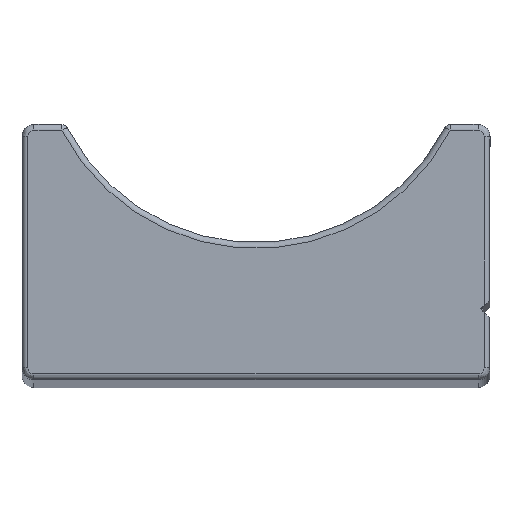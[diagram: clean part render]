
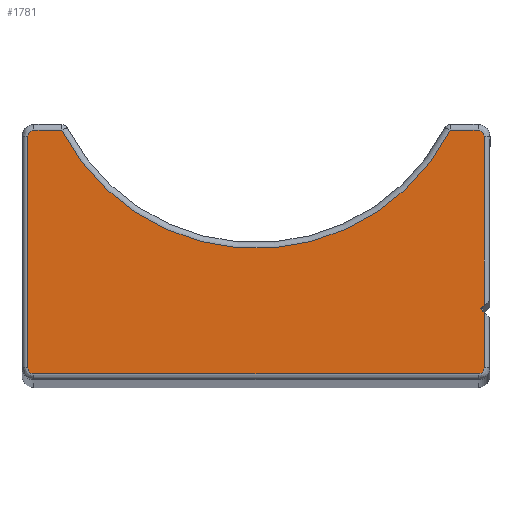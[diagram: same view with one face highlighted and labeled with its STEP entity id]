
A CAD part, top view. The second image highlights one B-rep face of the part: STEP entity #1781.
In plain terms, the highlighted planar face has unit normal (0, 0, 1).
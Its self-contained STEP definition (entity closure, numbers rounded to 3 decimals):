
#88=PLANE('',#1935);
#179=FACE_OUTER_BOUND('',#290,.T.);
#290=EDGE_LOOP('',(#1540,#1541,#1542,#1543,#1544,#1545,#1546,#1547,#1548,
#1549,#1550,#1551,#1552));
#355=CIRCLE('',#1932,0.25);
#358=CIRCLE('',#1936,9.25);
#359=CIRCLE('',#1937,0.25);
#360=CIRCLE('',#1938,0.25);
#361=CIRCLE('',#1939,0.25);
#529=LINE('',#5595,#620);
#546=LINE('',#16426,#637);
#561=LINE('',#16590,#652);
#562=LINE('',#16591,#653);
#563=LINE('',#16593,#654);
#564=LINE('',#16597,#655);
#565=LINE('',#16601,#656);
#566=LINE('',#16605,#657);
#620=VECTOR('',#2108,0.212);
#637=VECTOR('',#2167,0.212);
#652=VECTOR('',#2266,2.35);
#653=VECTOR('',#2267,7.15);
#654=VECTOR('',#2268,1.184);
#655=VECTOR('',#2271,1.184);
#656=VECTOR('',#2274,9.8);
#657=VECTOR('',#2277,18.8);
#761=VERTEX_POINT('',#5582);
#762=VERTEX_POINT('',#5593);
#795=VERTEX_POINT('',#16425);
#816=VERTEX_POINT('',#16583);
#817=VERTEX_POINT('',#16584);
#818=VERTEX_POINT('',#16589);
#819=VERTEX_POINT('',#16592);
#820=VERTEX_POINT('',#16594);
#821=VERTEX_POINT('',#16596);
#822=VERTEX_POINT('',#16598);
#823=VERTEX_POINT('',#16600);
#824=VERTEX_POINT('',#16602);
#825=VERTEX_POINT('',#16604);
#953=EDGE_CURVE('',#761,#762,#529,.T.);
#1026=EDGE_CURVE('',#795,#761,#546,.T.);
#1067=EDGE_CURVE('',#816,#817,#355,.T.);
#1070=EDGE_CURVE('',#818,#795,#561,.T.);
#1071=EDGE_CURVE('',#762,#816,#562,.T.);
#1072=EDGE_CURVE('',#817,#819,#563,.T.);
#1073=EDGE_CURVE('',#819,#820,#358,.T.);
#1074=EDGE_CURVE('',#820,#821,#564,.T.);
#1075=EDGE_CURVE('',#821,#822,#359,.T.);
#1076=EDGE_CURVE('',#822,#823,#565,.T.);
#1077=EDGE_CURVE('',#823,#824,#360,.T.);
#1078=EDGE_CURVE('',#824,#825,#566,.T.);
#1079=EDGE_CURVE('',#825,#818,#361,.T.);
#1540=ORIENTED_EDGE('',*,*,#1070,.T.);
#1541=ORIENTED_EDGE('',*,*,#1026,.T.);
#1542=ORIENTED_EDGE('',*,*,#953,.T.);
#1543=ORIENTED_EDGE('',*,*,#1071,.T.);
#1544=ORIENTED_EDGE('',*,*,#1067,.T.);
#1545=ORIENTED_EDGE('',*,*,#1072,.T.);
#1546=ORIENTED_EDGE('',*,*,#1073,.T.);
#1547=ORIENTED_EDGE('',*,*,#1074,.T.);
#1548=ORIENTED_EDGE('',*,*,#1075,.T.);
#1549=ORIENTED_EDGE('',*,*,#1076,.T.);
#1550=ORIENTED_EDGE('',*,*,#1077,.T.);
#1551=ORIENTED_EDGE('',*,*,#1078,.T.);
#1552=ORIENTED_EDGE('',*,*,#1079,.T.);
#1781=ADVANCED_FACE('',(#179),#88,.T.);
#1932=AXIS2_PLACEMENT_3D('',#16585,#2258,#2259);
#1935=AXIS2_PLACEMENT_3D('',#16588,#2264,#2265);
#1936=AXIS2_PLACEMENT_3D('',#16595,#2269,#2270);
#1937=AXIS2_PLACEMENT_3D('',#16599,#2272,#2273);
#1938=AXIS2_PLACEMENT_3D('',#16603,#2275,#2276);
#1939=AXIS2_PLACEMENT_3D('',#16606,#2278,#2279);
#2108=DIRECTION('',(0.707,0.707,0.));
#2167=DIRECTION('',(-0.707,0.707,0.));
#2258=DIRECTION('center_axis',(0.,0.,1.));
#2259=DIRECTION('ref_axis',(1.,0.,0.));
#2264=DIRECTION('center_axis',(0.,0.,1.));
#2265=DIRECTION('ref_axis',(1.,0.,0.));
#2266=DIRECTION('',(0.,1.,0.));
#2267=DIRECTION('',(0.,1.,0.));
#2268=DIRECTION('',(-1.,0.,0.));
#2269=DIRECTION('center_axis',(0.,0.,-1.));
#2270=DIRECTION('ref_axis',(0.888,-0.459,0.));
#2271=DIRECTION('',(-1.,0.,0.));
#2272=DIRECTION('center_axis',(0.,0.,1.));
#2273=DIRECTION('ref_axis',(0.,1.,0.));
#2274=DIRECTION('',(0.,-1.,0.));
#2275=DIRECTION('center_axis',(0.,0.,1.));
#2276=DIRECTION('ref_axis',(-1.,0.,0.));
#2277=DIRECTION('',(1.,0.,0.));
#2278=DIRECTION('center_axis',(0.,0.,1.));
#2279=DIRECTION('ref_axis',(0.,-1.,0.));
#5582=CARTESIAN_POINT('',(9.5,3.,95.));
#5593=CARTESIAN_POINT('',(9.65,3.15,95.));
#5595=CARTESIAN_POINT('',(9.5,3.,95.));
#16425=CARTESIAN_POINT('',(9.65,2.85,95.));
#16426=CARTESIAN_POINT('',(9.65,2.85,95.));
#16583=CARTESIAN_POINT('',(9.65,10.3,95.));
#16584=CARTESIAN_POINT('',(9.4,10.55,95.));
#16585=CARTESIAN_POINT('Origin',(9.4,10.3,95.));
#16588=CARTESIAN_POINT('Origin',(0.,0.,95.));
#16589=CARTESIAN_POINT('',(9.65,0.5,95.));
#16590=CARTESIAN_POINT('',(9.65,0.5,95.));
#16591=CARTESIAN_POINT('',(9.65,3.15,95.));
#16592=CARTESIAN_POINT('',(8.216,10.55,95.));
#16593=CARTESIAN_POINT('',(9.4,10.55,95.));
#16594=CARTESIAN_POINT('',(-8.216,10.55,95.));
#16595=CARTESIAN_POINT('Origin',(0.,14.8,95.));
#16596=CARTESIAN_POINT('',(-9.4,10.55,95.));
#16597=CARTESIAN_POINT('',(-8.216,10.55,95.));
#16598=CARTESIAN_POINT('',(-9.65,10.3,95.));
#16599=CARTESIAN_POINT('Origin',(-9.4,10.3,95.));
#16600=CARTESIAN_POINT('',(-9.65,0.5,95.));
#16601=CARTESIAN_POINT('',(-9.65,10.3,95.));
#16602=CARTESIAN_POINT('',(-9.4,0.25,95.));
#16603=CARTESIAN_POINT('Origin',(-9.4,0.5,95.));
#16604=CARTESIAN_POINT('',(9.4,0.25,95.));
#16605=CARTESIAN_POINT('',(-9.4,0.25,95.));
#16606=CARTESIAN_POINT('Origin',(9.4,0.5,95.));
